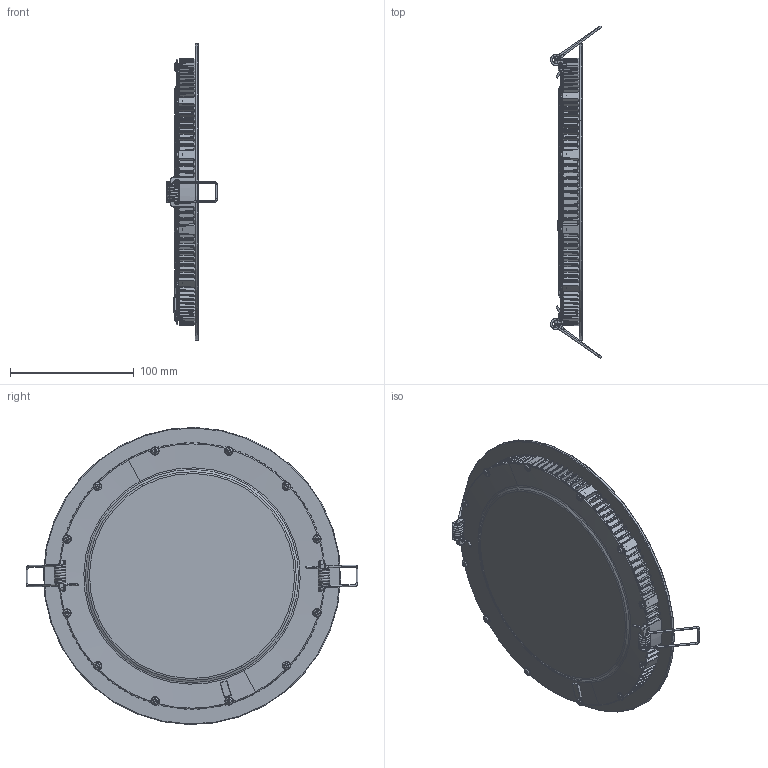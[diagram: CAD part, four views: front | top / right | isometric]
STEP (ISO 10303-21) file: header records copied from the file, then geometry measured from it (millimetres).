
FILE_DESCRIPTION((''),'2;1');
FILE_NAME('');
FILE_SCHEMA(('CONFIG_CONTROL_DESIGN'));
Products named in the file (1): EO10299018
Bounding box: 41 x 268.5 x 240.28 mm (x, y, z)
Volume: 509909.9 mm3; surface area: 174981.6 mm2
Topology: 17 solids, 17 shells, 1929 faces, 4953 edges, 3092 vertices
Faces by surface type: plane 667, cylinder 648, bspline 308, torus 224, cone 80, sphere 2
Entity records: 73267 total; most frequent: CARTESIAN_POINT 34364, ORIENTED_EDGE 9902, DIRECTION 4990, EDGE_CURVE 4951, VERTEX_POINT 3092, B_SPLINE_CURVE_WITH_KNOTS 2127, AXIS2_PLACEMENT_3D 2045, EDGE_LOOP 1969
